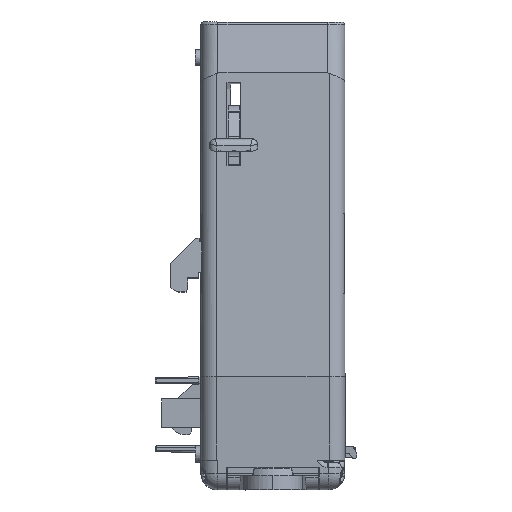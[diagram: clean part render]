
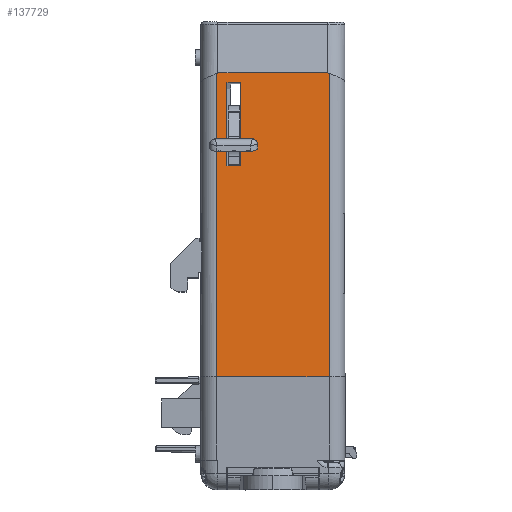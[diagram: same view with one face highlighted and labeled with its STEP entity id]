
A CAD part, front view. The second image highlights one B-rep face of the part: STEP entity #137729.
In plain terms, the highlighted planar face has unit normal (0, -0.999, 0.044).
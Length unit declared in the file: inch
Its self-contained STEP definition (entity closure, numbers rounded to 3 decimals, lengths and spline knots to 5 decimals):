
#2981 = DIRECTION ( 'NONE',  ( -1., 0., 0. ) ) ;
#3888 = CARTESIAN_POINT ( 'NONE',  ( 0.49892, -1.8454, -0.27102 ) ) ;
#5209 = EDGE_LOOP ( 'NONE', ( #181114, #146122, #164059, #76430 ) ) ;
#6586 = CARTESIAN_POINT ( 'NONE',  ( 0.49351, -1.84537, -0.2704 ) ) ;
#12034 = ORIENTED_EDGE ( 'NONE', *, *, #36337, .T. ) ;
#14380 = EDGE_CURVE ( 'NONE', #73911, #130961, #56714, .T. ) ;
#15398 = ORIENTED_EDGE ( 'NONE', *, *, #51122, .F. ) ;
#19091 = VERTEX_POINT ( 'NONE', #125973 ) ;
#20469 = CARTESIAN_POINT ( 'NONE',  ( -0.27838, -1.97175, -3.16491 ) ) ;
#21168 = DIRECTION ( 'NONE',  ( -1., 0., 0. ) ) ;
#25385 = VECTOR ( 'NONE', #134487, 39.37008 ) ;
#27299 = VECTOR ( 'NONE', #21168, 39.37008 ) ;
#27863 = DIRECTION ( 'NONE',  ( 0., -0.044, -0.999 ) ) ;
#30358 = VERTEX_POINT ( 'NONE', #112288 ) ;
#34120 = LINE ( 'NONE', #118689, #171494 ) ;
#34566 = EDGE_LOOP ( 'NONE', ( #170332, #12034, #93108, #126258, #15398, #102286 ) ) ;
#36337 = EDGE_CURVE ( 'NONE', #191340, #135913, #192249, .T. ) ;
#39994 = VECTOR ( 'NONE', #161698, 39.37008 ) ;
#43597 = PLANE ( 'NONE',  #80377 ) ;
#51122 = EDGE_CURVE ( 'NONE', #99414, #130961, #188634, .T. ) ;
#53685 = CARTESIAN_POINT ( 'NONE',  ( 5.65427, -1.84826, -0.33664 ) ) ;
#56714 = LINE ( 'NONE', #163067, #27299 ) ;
#56985 = DIRECTION ( 'NONE',  ( 0., 0.044, 0.999 ) ) ;
#58766 = CARTESIAN_POINT ( 'NONE',  ( -0.27027, -1.84537, -0.2704 ) ) ;
#64878 = EDGE_CURVE ( 'NONE', #156118, #194958, #111249, .T. ) ;
#69540 = VECTOR ( 'NONE', #159816, 39.37008 ) ;
#69571 = LINE ( 'NONE', #180610, #25385 ) ;
#72662 = EDGE_CURVE ( 'NONE', #19091, #175723, #165028, .T. ) ;
#73835 = CARTESIAN_POINT ( 'NONE',  ( -0.27297, -1.84537, -0.2704 ) ) ;
#73911 = VERTEX_POINT ( 'NONE', #190092 ) ;
#76430 = ORIENTED_EDGE ( 'NONE', *, *, #72662, .T. ) ;
#80029 = CARTESIAN_POINT ( 'NONE',  ( 0.50162, -1.84537, -0.2704 ) ) ;
#80377 = AXIS2_PLACEMENT_3D ( 'NONE', #103898, #168426, #27863 ) ;
#82055 = DIRECTION ( 'NONE',  ( 0., 0.044, 0.999 ) ) ;
#89561 = CARTESIAN_POINT ( 'NONE',  ( -0.27568, -1.8454, -0.27102 ) ) ;
#93108 = ORIENTED_EDGE ( 'NONE', *, *, #127390, .T. ) ;
#93197 = CARTESIAN_POINT ( 'NONE',  ( 0.50162, -1.93743, -2.379 ) ) ;
#98986 = VECTOR ( 'NONE', #2981, 39.37008 ) ;
#99414 = VERTEX_POINT ( 'NONE', #169108 ) ;
#102286 = ORIENTED_EDGE ( 'NONE', *, *, #116704, .F. ) ;
#103898 = CARTESIAN_POINT ( 'NONE',  ( 5.65427, -1.84537, -0.2704 ) ) ;
#111249 = LINE ( 'NONE', #145339, #69540 ) ;
#112057 = EDGE_CURVE ( 'NONE', #175723, #156118, #69571, .T. ) ;
#112288 = CARTESIAN_POINT ( 'NONE',  ( -0.27838, -1.93743, -2.379 ) ) ;
#114910 = CARTESIAN_POINT ( 'NONE',  ( 0.49622, -1.84537, -0.2704 ) ) ;
#116704 = EDGE_CURVE ( 'NONE', #30358, #99414, #118436, .T. ) ;
#118436 = LINE ( 'NONE', #20469, #39994 ) ;
#118689 = CARTESIAN_POINT ( 'NONE',  ( -0.2074, -1.84537, -0.2704 ) ) ;
#119076 = CARTESIAN_POINT ( 'NONE',  ( -0.27838, -1.84545, -0.27225 ) ) ;
#119257 = EDGE_CURVE ( 'NONE', #194958, #19091, #34120, .T. ) ;
#122509 = CARTESIAN_POINT ( 'NONE',  ( -0.1115, -1.87354, -0.91565 ) ) ;
#122594 = CARTESIAN_POINT ( 'NONE',  ( 0.50162, -1.84545, -0.27225 ) ) ;
#125411 = VECTOR ( 'NONE', #132494, 39.37008 ) ;
#125973 = CARTESIAN_POINT ( 'NONE',  ( -0.2074, -1.84826, -0.33664 ) ) ;
#126258 = ORIENTED_EDGE ( 'NONE', *, *, #14380, .T. ) ;
#127390 = EDGE_CURVE ( 'NONE', #135913, #73911, #133768, .T. ) ;
#130961 = VERTEX_POINT ( 'NONE', #139374 ) ;
#132494 = DIRECTION ( 'NONE',  ( 1., 0., 0. ) ) ;
#133403 = LINE ( 'NONE', #188249, #98986 ) ;
#133768 = B_SPLINE_CURVE_WITH_KNOTS ( 'NONE', 3,
 ( #143707, #3888, #114910, #6586 ),
 .UNSPECIFIED., .F., .F.,
 ( 4, 4 ),
 ( 0., 1. ),
 .UNSPECIFIED. ) ;
#134487 = DIRECTION ( 'NONE',  ( 0., -0.044, -0.999 ) ) ;
#135913 = VERTEX_POINT ( 'NONE', #122594 ) ;
#137729 = ADVANCED_FACE ( 'NONE', ( #196752, #142611 ), #43597, .T. ) ;
#139374 = CARTESIAN_POINT ( 'NONE',  ( -0.27027, -1.84537, -0.2704 ) ) ;
#142611 = FACE_BOUND ( 'NONE', #5209, .T. ) ;
#143707 = CARTESIAN_POINT ( 'NONE',  ( 0.50162, -1.84545, -0.27225 ) ) ;
#145339 = CARTESIAN_POINT ( 'NONE',  ( 5.65427, -1.87354, -0.91565 ) ) ;
#146122 = ORIENTED_EDGE ( 'NONE', *, *, #64878, .T. ) ;
#150367 = VECTOR ( 'NONE', #82055, 39.37008 ) ;
#156118 = VERTEX_POINT ( 'NONE', #122509 ) ;
#159816 = DIRECTION ( 'NONE',  ( -1., 0., 0. ) ) ;
#161698 = DIRECTION ( 'NONE',  ( 0., 0.044, 0.999 ) ) ;
#163067 = CARTESIAN_POINT ( 'NONE',  ( 5.65427, -1.84537, -0.2704 ) ) ;
#164059 = ORIENTED_EDGE ( 'NONE', *, *, #119257, .T. ) ;
#165028 = LINE ( 'NONE', #53685, #125411 ) ;
#165436 = EDGE_CURVE ( 'NONE', #191340, #30358, #133403, .T. ) ;
#168426 = DIRECTION ( 'NONE',  ( 0., -0.999, 0.044 ) ) ;
#169108 = CARTESIAN_POINT ( 'NONE',  ( -0.27838, -1.84545, -0.27225 ) ) ;
#170332 = ORIENTED_EDGE ( 'NONE', *, *, #165436, .F. ) ;
#171494 = VECTOR ( 'NONE', #56985, 39.37008 ) ;
#175723 = VERTEX_POINT ( 'NONE', #179493 ) ;
#177611 = CARTESIAN_POINT ( 'NONE',  ( -0.2074, -1.87354, -0.91565 ) ) ;
#179493 = CARTESIAN_POINT ( 'NONE',  ( -0.1115, -1.84826, -0.33664 ) ) ;
#180610 = CARTESIAN_POINT ( 'NONE',  ( -0.1115, -1.84537, -0.2704 ) ) ;
#181114 = ORIENTED_EDGE ( 'NONE', *, *, #112057, .T. ) ;
#188249 = CARTESIAN_POINT ( 'NONE',  ( 0.61162, -1.93743, -2.379 ) ) ;
#188634 = B_SPLINE_CURVE_WITH_KNOTS ( 'NONE', 3,
 ( #119076, #89561, #73835, #58766 ),
 .UNSPECIFIED., .F., .F.,
 ( 4, 4 ),
 ( 0., 1. ),
 .UNSPECIFIED. ) ;
#190092 = CARTESIAN_POINT ( 'NONE',  ( 0.49351, -1.84537, -0.2704 ) ) ;
#191340 = VERTEX_POINT ( 'NONE', #93197 ) ;
#192249 = LINE ( 'NONE', #80029, #150367 ) ;
#194958 = VERTEX_POINT ( 'NONE', #177611 ) ;
#196752 = FACE_OUTER_BOUND ( 'NONE', #34566, .T. ) ;
